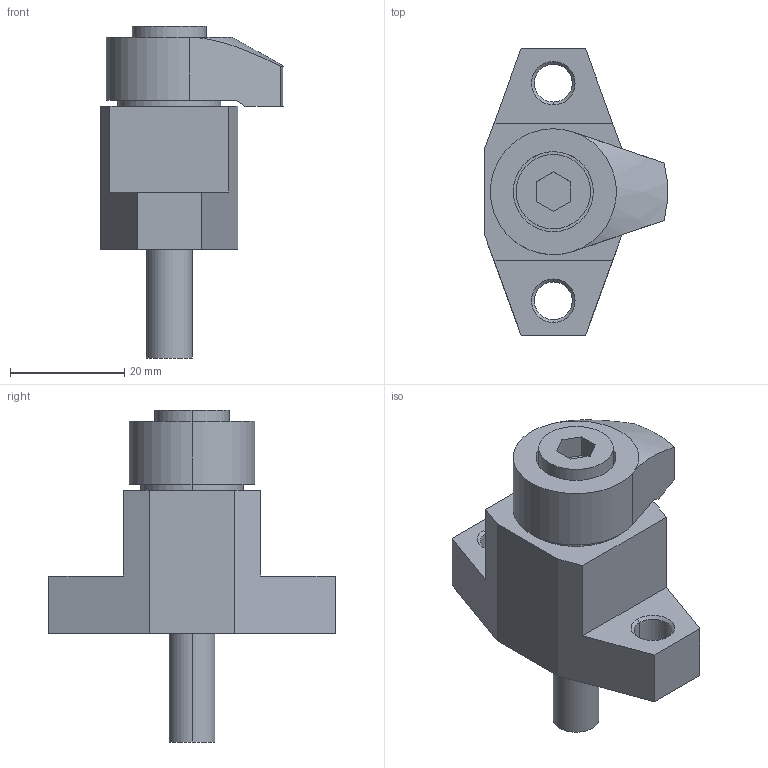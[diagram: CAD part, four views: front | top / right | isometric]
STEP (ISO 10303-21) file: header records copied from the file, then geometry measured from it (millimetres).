
FILE_DESCRIPTION (( 'STEP AP203' ), '1' );
FILE_NAME ('bj130-08020b1.STEP', '2021-10-25T01:07:43', ( '' ), ( '' ), 'SwSTEP 2.0', 'SolidWorks 2020', '' );
FILE_SCHEMA (( 'CONFIG_CONTROL_DESIGN' ));
Length unit declared in the file: millimetre
Products named in the file (4): bj130-08020b1_03; bj130-08020b1_02; bj130-08020b1; bj130-08020b1_01
Assembly tree (3 placements, depth 2):
  bj130-08020b1
    bj130-08020b1_01
    bj130-08020b1_02
    bj130-08020b1_03
Bounding box: 31.93 x 50 x 58 mm (x, y, z)
Volume: 22989.1 mm3; surface area: 11893.4 mm2
Topology: 3 solids, 3 shells, 67 faces, 154 edges, 98 vertices
Faces by surface type: plane 32, cylinder 21, cone 14
Entity records: 2343 total; most frequent: DIRECTION 353, CARTESIAN_POINT 353, ORIENTED_EDGE 308, EDGE_CURVE 154, AXIS2_PLACEMENT_3D 130, VERTEX_POINT 98, VECTOR 93, LINE 93
